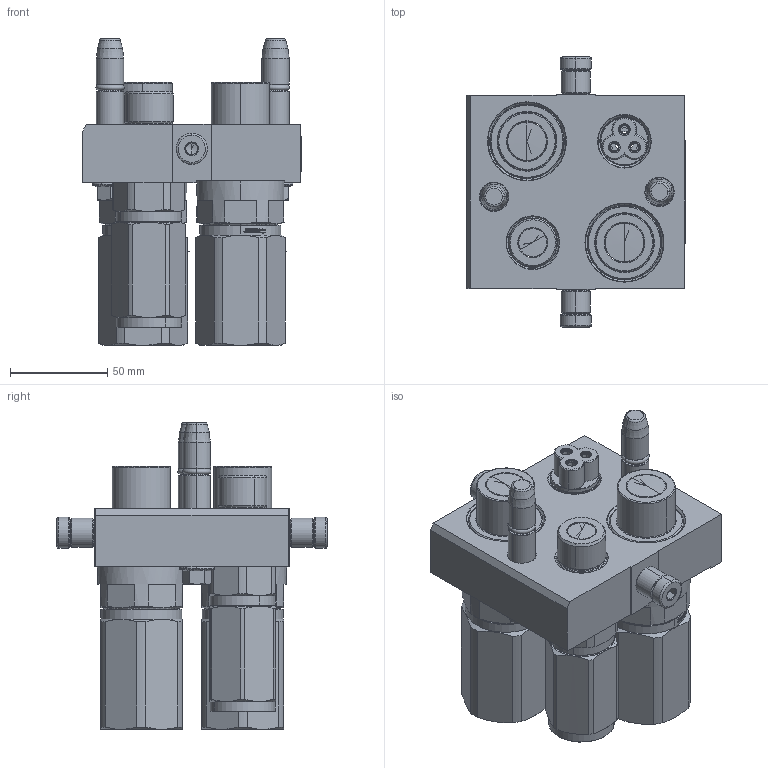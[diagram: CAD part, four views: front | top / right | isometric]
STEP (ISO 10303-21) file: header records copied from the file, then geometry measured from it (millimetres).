
FILE_DESCRIPTION (( 'STEP AP214' ), '1' );
FILE_NAME ('FASTER.step', '2025-12-04T11:11:14', ( '' ), ( '' ), 'SwSTEP 2.0', 'SolidWorks 2017', '' );
FILE_SCHEMA (( 'AUTOMOTIVE_DESIGN' ));
Length unit declared in the file: millimetre
Products named in the file (16): 3ffnp34-1gas_m; or2_62x9_19_m; 4830_021_0000_000; conn_3p_m; 3ffnp12_gas_m; 4830_044_0000_000; et002; FASTER; 4830_013_3000_030; 4830_010_0000_032; corpospel08-3m; 4830_028_1000_011; P510_M_BASE; 1540_080_0008_000
Assembly tree (23 placements, depth 3):
  FASTER
    P510_M_BASE
      4830_010_0000_032
      4830_013_3000_030  x2
      4830_028_1000_011  x2
      4830_021_0000_000  x2
      1540_080_0008_000  x2
      or2_62x9_19_m  x2
    3ffnp34-1gas_m  x2
      3ffnp34-1gas_m
    3ffnp12_gas_m
      3ffnp12_gas_m
    conn_3p_m
      4830_044_0000_000  x3
      corpospel08-3m
    et002
Bounding box: 112.3 x 138.6 x 157.35 mm (x, y, z)
Volume: 2873.9 mm3; surface area: 148732.7 mm2
Topology: 5 solids, 56 shells, 2151 faces, 6348 edges, 4204 vertices
Faces by surface type: plane 1197, cylinder 411, cone 320, torus 121, bspline 96, sphere 6
Entity records: 70698 total; most frequent: CARTESIAN_POINT 19391, ORIENTED_EDGE 9112, DIRECTION 8466, EDGE_CURVE 4943, VERTEX_POINT 3287, VECTOR 3136, LINE 3136, AXIS2_PLACEMENT_3D 2665
